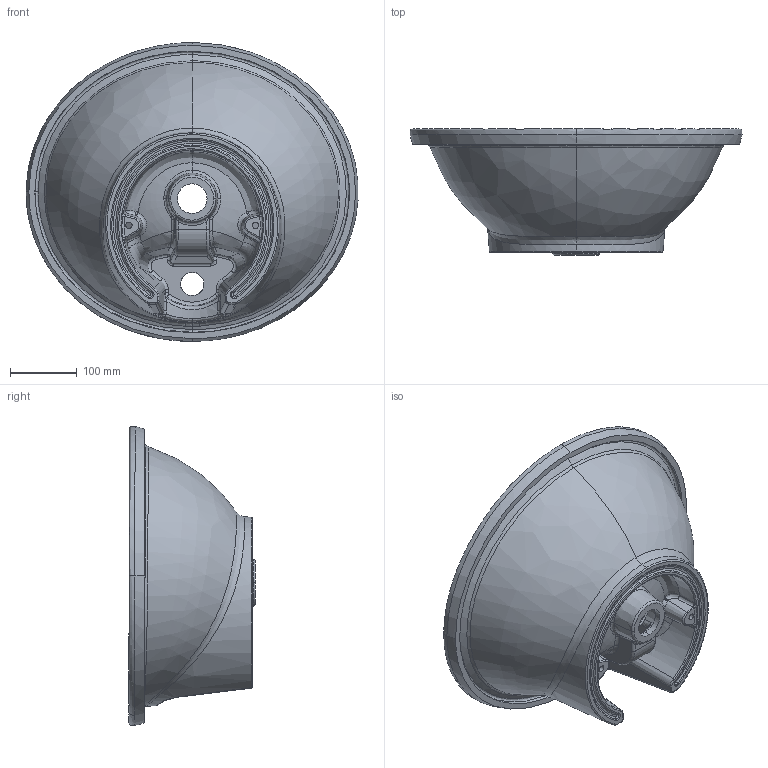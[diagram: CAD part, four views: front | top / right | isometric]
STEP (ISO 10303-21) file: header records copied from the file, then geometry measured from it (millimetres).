
FILE_DESCRIPTION(/* description */ (''),/* implementation_level */ '2;1');
FILE_NAME(/* name */ '1046.stp',/* time_stamp */ '2014-05-29T08:52:47+03:00',/* author */ (''),/* organization */ (''),/* preprocessor_version */ 'ST-DEVELOPER v15',/* originating_system */ 'SIEMENS PLM Software NX 8.5',/* authorisation */ '');
FILE_SCHEMA (('AP203_CONFIGURATION_CONTROLLED_3D_DESIGN_OF_MECHANICAL_PARTS_AND_ASSEMBLIES_MIM_LF { 1 0 10303 403 2 1 2}'));
Products named in the file (1): Cosk13284F10bjm0
Bounding box: 497.96 x 189.15 x 448.6 mm (x, y, z)
Volume: 4942352.9 mm3; surface area: 940845.7 mm2
Topology: 1 solids, 1 shells, 372 faces, 872 edges, 502 vertices
Faces by surface type: bspline 248, cylinder 50, plane 36, torus 14, cone 14, sphere 8, extrusion 2
Entity records: 50901 total; most frequent: CARTESIAN_POINT 44348, ORIENTED_EDGE 1744, EDGE_CURVE 872, DIRECTION 775, VERTEX_POINT 502, B_SPLINE_CURVE_WITH_KNOTS 481, EDGE_LOOP 382, ADVANCED_FACE 372
